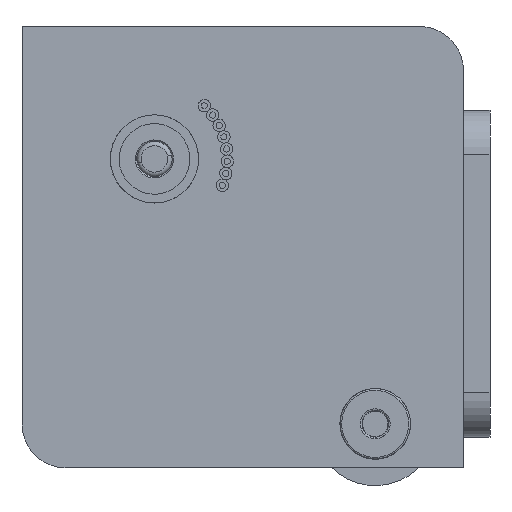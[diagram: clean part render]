
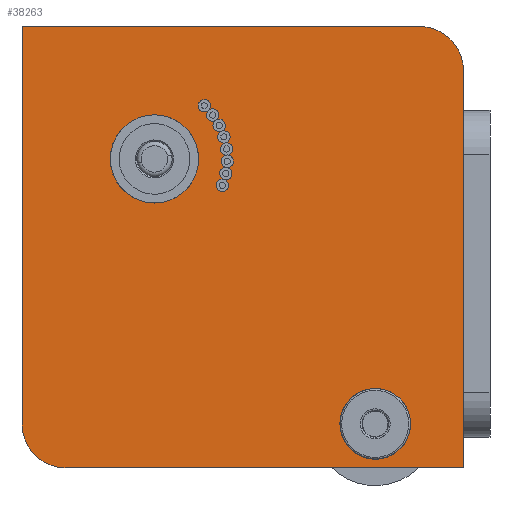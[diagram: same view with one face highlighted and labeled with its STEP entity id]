
A CAD part, left-side view. The second image highlights one B-rep face of the part: STEP entity #38263.
In plain terms, the highlighted face is planar.
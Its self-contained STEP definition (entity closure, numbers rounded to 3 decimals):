
#208 = CARTESIAN_POINT ( 'NONE',  ( 50., 4., -5. ) ) ;
#323 = DIRECTION ( 'NONE',  ( 0., 0., 1. ) ) ;
#527 = EDGE_CURVE ( 'NONE', #8095, #36579, #6618, .T. ) ;
#792 = DIRECTION ( 'NONE',  ( 0., 1., 0. ) ) ;
#913 = CARTESIAN_POINT ( 'NONE',  ( 0., 4., 0. ) ) ;
#1658 = ORIENTED_EDGE ( 'NONE', *, *, #13246, .T. ) ;
#1783 = VERTEX_POINT ( 'NONE', #208 ) ;
#2412 = VERTEX_POINT ( 'NONE', #6815 ) ;
#2436 = VECTOR ( 'NONE', #32783, 1000. ) ;
#3895 = ORIENTED_EDGE ( 'NONE', *, *, #10384, .F. ) ;
#4460 = ORIENTED_EDGE ( 'NONE', *, *, #10896, .F. ) ;
#5248 = DIRECTION ( 'NONE',  ( 1., 0., 0. ) ) ;
#5328 = VERTEX_POINT ( 'NONE', #38140 ) ;
#6122 = CARTESIAN_POINT ( 'NONE',  ( 45., 4., -5. ) ) ;
#6618 = CIRCLE ( 'NONE', #28710, 4. ) ;
#6815 = CARTESIAN_POINT ( 'NONE',  ( 50., 4., -50. ) ) ;
#7051 = DIRECTION ( 'NONE',  ( 0., 1., 0. ) ) ;
#7517 = CARTESIAN_POINT ( 'NONE',  ( 5., 4., -45. ) ) ;
#7583 = AXIS2_PLACEMENT_3D ( 'NONE', #30014, #8896, #27623 ) ;
#7921 = AXIS2_PLACEMENT_3D ( 'NONE', #31119, #24763, #18860 ) ;
#8095 = VERTEX_POINT ( 'NONE', #15880 ) ;
#8896 = DIRECTION ( 'NONE',  ( 0., -1., 0. ) ) ;
#9975 = EDGE_LOOP ( 'NONE', ( #4460, #23082 ) ) ;
#10384 = EDGE_CURVE ( 'NONE', #36579, #8095, #15290, .T. ) ;
#10883 = LINE ( 'NONE', #14433, #2436 ) ;
#10896 = EDGE_CURVE ( 'NONE', #36102, #24196, #20272, .T. ) ;
#11231 = CARTESIAN_POINT ( 'NONE',  ( 5., 4., -10. ) ) ;
#12042 = FACE_OUTER_BOUND ( 'NONE', #37229, .T. ) ;
#12142 = AXIS2_PLACEMENT_3D ( 'NONE', #11231, #37881, #38259 ) ;
#12234 = FACE_BOUND ( 'NONE', #31939, .T. ) ;
#12294 = AXIS2_PLACEMENT_3D ( 'NONE', #7517, #18950, #16186 ) ;
#12510 = EDGE_CURVE ( 'NONE', #1783, #2412, #10883, .T. ) ;
#12814 = ORIENTED_EDGE ( 'NONE', *, *, #24477, .T. ) ;
#13246 = EDGE_CURVE ( 'NONE', #21876, #21710, #17109, .T. ) ;
#14088 = LINE ( 'NONE', #26116, #23096 ) ;
#14433 = CARTESIAN_POINT ( 'NONE',  ( 50., 4., -50. ) ) ;
#14660 = ORIENTED_EDGE ( 'NONE', *, *, #16215, .T. ) ;
#15290 = CIRCLE ( 'NONE', #12142, 4. ) ;
#15880 = CARTESIAN_POINT ( 'NONE',  ( 5., 4., -6. ) ) ;
#16186 = DIRECTION ( 'NONE',  ( 0., 0., -1. ) ) ;
#16215 = EDGE_CURVE ( 'NONE', #2412, #5328, #14088, .T. ) ;
#17109 = LINE ( 'NONE', #31740, #38397 ) ;
#17743 = EDGE_CURVE ( 'NONE', #22161, #21876, #31123, .T. ) ;
#17956 = CIRCLE ( 'NONE', #12294, 5. ) ;
#18542 = PLANE ( 'NONE',  #7583 ) ;
#18681 = CARTESIAN_POINT ( 'NONE',  ( 35., 4., -40. ) ) ;
#18860 = DIRECTION ( 'NONE',  ( 0., 0., 1. ) ) ;
#18950 = DIRECTION ( 'NONE',  ( 0., 1., 0. ) ) ;
#19517 = ORIENTED_EDGE ( 'NONE', *, *, #17743, .T. ) ;
#20272 = CIRCLE ( 'NONE', #38544, 5. ) ;
#21710 = VERTEX_POINT ( 'NONE', #25693 ) ;
#21876 = VERTEX_POINT ( 'NONE', #29429 ) ;
#22161 = VERTEX_POINT ( 'NONE', #22282 ) ;
#22282 = CARTESIAN_POINT ( 'NONE',  ( 0., 4., -45. ) ) ;
#22983 = CARTESIAN_POINT ( 'NONE',  ( 35., 4., -30. ) ) ;
#23082 = ORIENTED_EDGE ( 'NONE', *, *, #24690, .F. ) ;
#23096 = VECTOR ( 'NONE', #38328, 1000. ) ;
#23809 = VECTOR ( 'NONE', #323, 1000. ) ;
#24159 = CARTESIAN_POINT ( 'NONE',  ( 35., 4., -35. ) ) ;
#24196 = VERTEX_POINT ( 'NONE', #22983 ) ;
#24477 = EDGE_CURVE ( 'NONE', #5328, #22161, #17956, .T. ) ;
#24649 = FACE_BOUND ( 'NONE', #9975, .T. ) ;
#24690 = EDGE_CURVE ( 'NONE', #24196, #36102, #33127, .T. ) ;
#24763 = DIRECTION ( 'NONE',  ( 0., 1., 0. ) ) ;
#25205 = CARTESIAN_POINT ( 'NONE',  ( 5., 4., -10. ) ) ;
#25693 = CARTESIAN_POINT ( 'NONE',  ( 45., 4., 0. ) ) ;
#26047 = CIRCLE ( 'NONE', #31741, 5. ) ;
#26116 = CARTESIAN_POINT ( 'NONE',  ( 5., 4., -50. ) ) ;
#26197 = ORIENTED_EDGE ( 'NONE', *, *, #38356, .T. ) ;
#27513 = DIRECTION ( 'NONE',  ( 0., 1., 0. ) ) ;
#27623 = DIRECTION ( 'NONE',  ( 0., 0., -1. ) ) ;
#28094 = ORIENTED_EDGE ( 'NONE', *, *, #527, .F. ) ;
#28710 = AXIS2_PLACEMENT_3D ( 'NONE', #25205, #7051, #34492 ) ;
#29429 = CARTESIAN_POINT ( 'NONE',  ( 0., 4., 0. ) ) ;
#30014 = CARTESIAN_POINT ( 'NONE',  ( 5., 4., -45. ) ) ;
#31119 = CARTESIAN_POINT ( 'NONE',  ( 35., 4., -35. ) ) ;
#31123 = LINE ( 'NONE', #913, #23809 ) ;
#31446 = ORIENTED_EDGE ( 'NONE', *, *, #12510, .T. ) ;
#31740 = CARTESIAN_POINT ( 'NONE',  ( 45., 4., 0. ) ) ;
#31741 = AXIS2_PLACEMENT_3D ( 'NONE', #6122, #792, #36692 ) ;
#31905 = CARTESIAN_POINT ( 'NONE',  ( 5., 4., -14. ) ) ;
#31939 = EDGE_LOOP ( 'NONE', ( #3895, #28094 ) ) ;
#32783 = DIRECTION ( 'NONE',  ( 0., 0., -1. ) ) ;
#33127 = CIRCLE ( 'NONE', #7921, 5. ) ;
#33840 = DIRECTION ( 'NONE',  ( 0., 0., 1. ) ) ;
#34492 = DIRECTION ( 'NONE',  ( 0., 0., 1. ) ) ;
#36102 = VERTEX_POINT ( 'NONE', #18681 ) ;
#36579 = VERTEX_POINT ( 'NONE', #31905 ) ;
#36692 = DIRECTION ( 'NONE',  ( 0., 0., 1. ) ) ;
#37229 = EDGE_LOOP ( 'NONE', ( #1658, #26197, #31446, #14660, #12814, #19517 ) ) ;
#37881 = DIRECTION ( 'NONE',  ( 0., 1., 0. ) ) ;
#38140 = CARTESIAN_POINT ( 'NONE',  ( 5., 4., -50. ) ) ;
#38259 = DIRECTION ( 'NONE',  ( 0., 0., 1. ) ) ;
#38263 = ADVANCED_FACE ( 'NONE', ( #12042, #12234, #24649 ), #18542, .F. ) ;
#38328 = DIRECTION ( 'NONE',  ( -1., 0., 0. ) ) ;
#38356 = EDGE_CURVE ( 'NONE', #21710, #1783, #26047, .T. ) ;
#38397 = VECTOR ( 'NONE', #5248, 1000. ) ;
#38544 = AXIS2_PLACEMENT_3D ( 'NONE', #24159, #27513, #33840 ) ;
